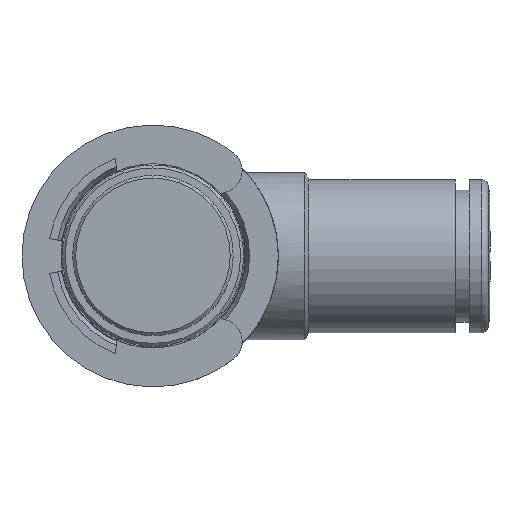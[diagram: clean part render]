
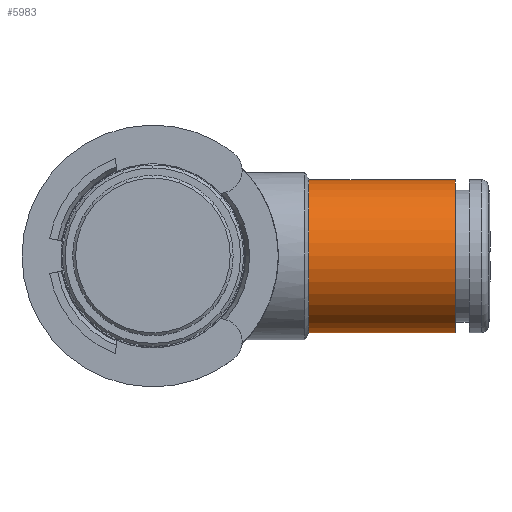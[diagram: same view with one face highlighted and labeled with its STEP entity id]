
A CAD part, top view. The second image highlights one B-rep face of the part: STEP entity #5983.
In plain terms, the highlighted cylindrical face has radius 5.5 mm (diameter 11 mm), a full revolution.
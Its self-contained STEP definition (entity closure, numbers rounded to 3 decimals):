
#1182=CYLINDRICAL_SURFACE('',#6618,5.5);
#1270=FACE_BOUND('',#2077,.T.);
#1634=FACE_OUTER_BOUND('',#2076,.T.);
#2076=EDGE_LOOP('',(#5547));
#2077=EDGE_LOOP('',(#5548));
#2390=CIRCLE('',#6617,5.5);
#2391=CIRCLE('',#6619,5.5);
#2995=VERTEX_POINT('',#12241);
#2996=VERTEX_POINT('',#12244);
#3855=EDGE_CURVE('',#2995,#2995,#2390,.T.);
#3856=EDGE_CURVE('',#2996,#2996,#2391,.T.);
#5547=ORIENTED_EDGE('',*,*,#3856,.F.);
#5548=ORIENTED_EDGE('',*,*,#3855,.T.);
#5983=ADVANCED_FACE('',(#1634,#1270),#1182,.T.);
#6617=AXIS2_PLACEMENT_3D('',#12242,#8134,#8135);
#6618=AXIS2_PLACEMENT_3D('',#12243,#8136,#8137);
#6619=AXIS2_PLACEMENT_3D('',#12245,#8138,#8139);
#8134=DIRECTION('center_axis',(1.,0.,0.));
#8135=DIRECTION('ref_axis',(0.,0.,-1.));
#8136=DIRECTION('center_axis',(-1.,0.,0.));
#8137=DIRECTION('ref_axis',(0.,0.,-1.));
#8138=DIRECTION('center_axis',(1.,0.,0.));
#8139=DIRECTION('ref_axis',(0.,0.,-1.));
#12241=CARTESIAN_POINT('',(35.645,17.88,25.038));
#12242=CARTESIAN_POINT('Origin',(35.645,17.88,30.538));
#12243=CARTESIAN_POINT('Origin',(46.145,17.88,30.538));
#12244=CARTESIAN_POINT('',(46.145,17.88,25.038));
#12245=CARTESIAN_POINT('Origin',(46.145,17.88,30.538));
